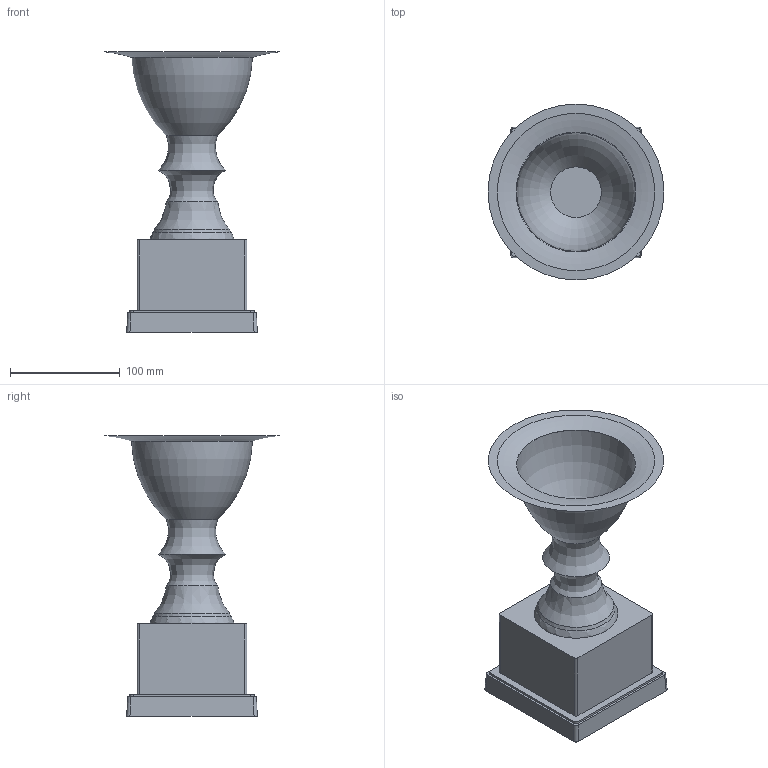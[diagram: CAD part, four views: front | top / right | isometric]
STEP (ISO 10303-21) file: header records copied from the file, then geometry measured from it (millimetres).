
FILE_DESCRIPTION(('HOOPS Exchange Step'),'2;1');
FILE_NAME('temp_export','2024-08-24T15:43:20+08:00',('sharma21'),('Shapr3D Limited'),'HOOPS Exchange 2024.2','Shapr3D','Authorized');
FILE_SCHEMA( ('AP242_MANAGED_MODEL_BASED_3D_ENGINEERING_MIM_LF {1 0 10303 442 1 1 4 }') );
Length unit declared in the file: millimetre
Products named in the file (1): root
Bounding box: 160 x 160 x 255 mm (x, y, z)
Volume: 1142603.1 mm3; surface area: 180300.8 mm2
Topology: 4 solids, 4 shells, 43 faces, 103 edges, 70 vertices
Faces by surface type: plane 22, bspline 9, cylinder 8, torus 4
Entity records: 2860 total; most frequent: CARTESIAN_POINT 1820, DIRECTION 208, ORIENTED_EDGE 206, EDGE_CURVE 103, AXIS2_PLACEMENT_3D 80, VERTEX_POINT 70, VECTOR 48, LINE 48
